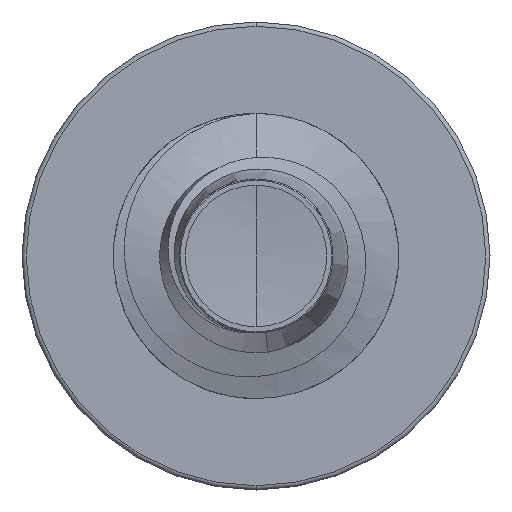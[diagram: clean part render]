
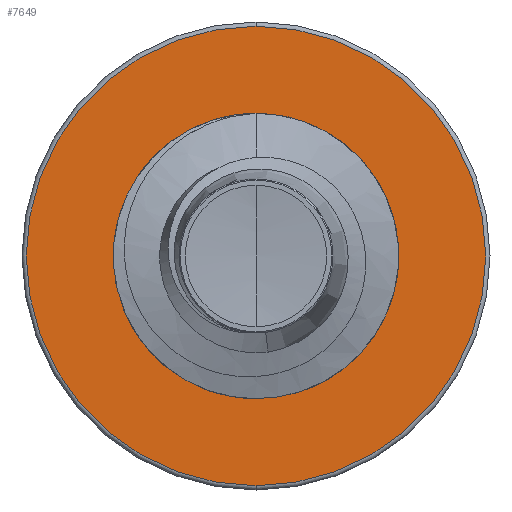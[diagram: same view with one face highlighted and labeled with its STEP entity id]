
A CAD part, front view. The second image highlights one B-rep face of the part: STEP entity #7649.
In plain terms, the highlighted planar face has unit normal (0, -1, 0).
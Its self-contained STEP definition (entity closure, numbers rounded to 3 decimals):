
#19 = DIRECTION ( 'NONE',  ( 0., 1., 0. ) ) ;
#326 = CIRCLE ( 'NONE', #4847, 2.415 ) ;
#338 = AXIS2_PLACEMENT_3D ( 'NONE', #11981, #8032, #1239 ) ;
#1239 = DIRECTION ( 'NONE',  ( 0., 0., 1. ) ) ;
#1817 = AXIS2_PLACEMENT_3D ( 'NONE', #8725, #8689, #8605 ) ;
#2195 = VERTEX_POINT ( 'NONE', #6868 ) ;
#2207 = VERTEX_POINT ( 'NONE', #6766 ) ;
#2313 = CIRCLE ( 'NONE', #7772, 4.025 ) ;
#2872 = EDGE_CURVE ( 'NONE', #11372, #2195, #326, .T. ) ;
#3203 = PLANE ( 'NONE',  #8746 ) ;
#3325 = CIRCLE ( 'NONE', #1817, 2.415 ) ;
#4072 = EDGE_LOOP ( 'NONE', ( #10453, #10482 ) ) ;
#4377 = DIRECTION ( 'NONE',  ( 0., 0., 1. ) ) ;
#4847 = AXIS2_PLACEMENT_3D ( 'NONE', #5260, #5243, #5223 ) ;
#5223 = DIRECTION ( 'NONE',  ( 0., 0., 1. ) ) ;
#5240 = EDGE_CURVE ( 'NONE', #2195, #11372, #3325, .T. ) ;
#5243 = DIRECTION ( 'NONE',  ( 0., 1., 0. ) ) ;
#5260 = CARTESIAN_POINT ( 'NONE',  ( 0., 9., 0. ) ) ;
#5971 = CIRCLE ( 'NONE', #338, 4.025 ) ;
#6107 = FACE_OUTER_BOUND ( 'NONE', #9751, .T. ) ;
#6460 = FACE_BOUND ( 'NONE', #4072, .T. ) ;
#6766 = CARTESIAN_POINT ( 'NONE',  ( 0., 9., -4.025 ) ) ;
#6868 = CARTESIAN_POINT ( 'NONE',  ( 0., 9., 2.415 ) ) ;
#7054 = CARTESIAN_POINT ( 'NONE',  ( 0., 9., 0. ) ) ;
#7378 = VERTEX_POINT ( 'NONE', #10608 ) ;
#7649 = ADVANCED_FACE ( 'NONE', ( #6107, #6460 ), #3203, .F. ) ;
#7772 = AXIS2_PLACEMENT_3D ( 'NONE', #7054, #19, #8064 ) ;
#8032 = DIRECTION ( 'NONE',  ( 0., 1., 0. ) ) ;
#8064 = DIRECTION ( 'NONE',  ( 0., 0., 1. ) ) ;
#8143 = EDGE_CURVE ( 'NONE', #7378, #2207, #5971, .T. ) ;
#8605 = DIRECTION ( 'NONE',  ( 0., 0., 1. ) ) ;
#8689 = DIRECTION ( 'NONE',  ( 0., 1., 0. ) ) ;
#8725 = CARTESIAN_POINT ( 'NONE',  ( 0., 9., 0. ) ) ;
#8746 = AXIS2_PLACEMENT_3D ( 'NONE', #10635, #10027, #4377 ) ;
#9470 = ORIENTED_EDGE ( 'NONE', *, *, #8143, .F. ) ;
#9593 = EDGE_CURVE ( 'NONE', #2207, #7378, #2313, .T. ) ;
#9751 = EDGE_LOOP ( 'NONE', ( #9470, #10414 ) ) ;
#10027 = DIRECTION ( 'NONE',  ( 0., 1., 0. ) ) ;
#10053 = CARTESIAN_POINT ( 'NONE',  ( 0., 9., -2.415 ) ) ;
#10414 = ORIENTED_EDGE ( 'NONE', *, *, #9593, .F. ) ;
#10453 = ORIENTED_EDGE ( 'NONE', *, *, #5240, .T. ) ;
#10482 = ORIENTED_EDGE ( 'NONE', *, *, #2872, .T. ) ;
#10608 = CARTESIAN_POINT ( 'NONE',  ( 0., 9., 4.025 ) ) ;
#10635 = CARTESIAN_POINT ( 'NONE',  ( 0., 9., -2.415 ) ) ;
#11372 = VERTEX_POINT ( 'NONE', #10053 ) ;
#11981 = CARTESIAN_POINT ( 'NONE',  ( 0., 9., 0. ) ) ;
